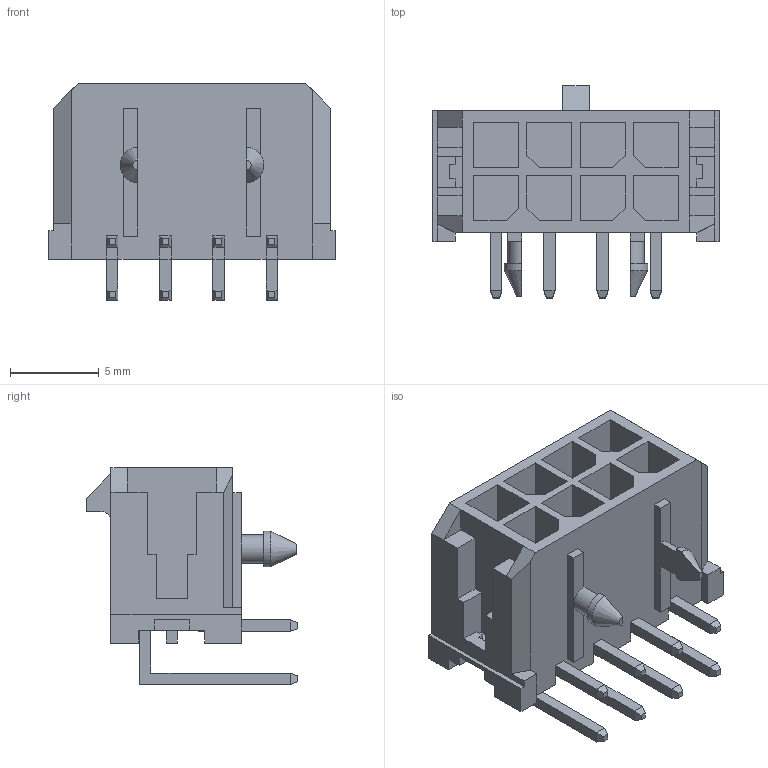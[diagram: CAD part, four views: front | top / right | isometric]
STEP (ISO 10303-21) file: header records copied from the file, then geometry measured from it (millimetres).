
FILE_DESCRIPTION (( 'STEP AP214' ), '1' );
FILE_NAME ('MicroFit-2x4R-43045-0800.STEP', '2019-12-27T11:12:19', ( 'Elessar' ), ( '' ), 'SwSTEP 2.0', 'SolidWorks 2018', '' );
FILE_SCHEMA (( 'AUTOMOTIVE_DESIGN' ));
Length unit declared in the file: millimetre
Products named in the file (1): MicroFit-2x4R-43045-0800
Bounding box: 16.15 x 11.95 x 12.24 mm (x, y, z)
Volume: 657.6 mm3; surface area: 1479.5 mm2
Topology: 1 solids, 1 shells, 325 faces, 836 edges, 524 vertices
Faces by surface type: plane 318, cylinder 5, cone 2
Entity records: 13153 total; most frequent: CARTESIAN_POINT 1686, ORIENTED_EDGE 1672, DIRECTION 1502, EDGE_CURVE 836, LINE 822, VECTOR 822, VERTEX_POINT 524, AXIS2_PLACEMENT_3D 340
